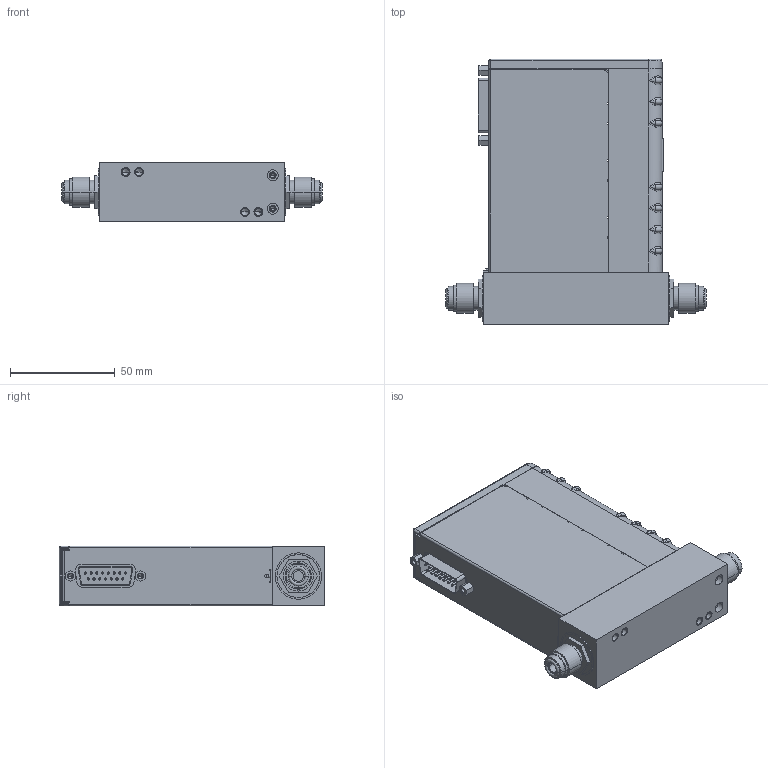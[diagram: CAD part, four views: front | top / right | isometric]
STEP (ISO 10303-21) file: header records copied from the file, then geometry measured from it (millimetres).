
FILE_DESCRIPTION((''),'2;1');
FILE_NAME('133435_4VCR_15PIN_ANALOG_ASM_ASM','2015-10-23T',('cockrofm'),(''),'PRO/ENGINEER BY PARAMETRIC TECHNOLOGY CORPORATION, 2011490','PRO/ENGINEER BY PARAMETRIC TECHNOLOGY CORPORATION, 2011490','');
FILE_SCHEMA(('CONFIG_CONTROL_DESIGN'));
Length unit declared in the file: inch
Products named in the file (31): PRT0143; PRT0144; 132101-P5_ANALOG_PFCA; PRT0145; PRT0146; 133185-G3; PRT0147; PRT0148; PRT0149; 072-8551_MJTP1236; 132373_ANALOG_PWR-SENSOR-BD_ASM_ASM; 133995-G4_ASSY-VIEW_ASM_ASM; MANIFOLD_SOLID_BREP_32653; MANIFOLD_SOLID_BREP_32741; MANIFOLD_SOLID_BREP_32829; MANIFOLD_SOLID_BREP_32917; MANIFOLD_SOLID_BREP_33005; MANIFOLD_SOLID_BREP_33093; MANIFOLD_SOLID_BREP_33181; MANIFOLD_SOLID_BREP_33269; MANIFOLD_SOLID_BREP_33357; MANIFOLD_SOLID_BREP_33445; MANIFOLD_SOLID_BREP_33533; MANIFOLD_SOLID_BREP_33621; MANIFOLD_SOLID_BREP_33709; MANIFOLD_SOLID_BREP_33797; MANIFOLD_SOLID_BREP_33885; MANIFOLD_SOLID_BREP_33973; _110-9986_MFR-PART_MD15M3S000; 110-9986_MFR-PART_MD15M3S000_ASM; 133435_4VCR_15PIN_ANALOG_ASM_ASM
Assembly tree (34 placements, depth 4):
  133435_4VCR_15PIN_ANALOG_ASM_ASM
    PRT0143
    PRT0144  x2
    132101-P5_ANALOG_PFCA
    PRT0145  x3
    PRT0146
    133185-G3
    PRT0147
    PRT0148  x2
    PRT0149
    133995-G4_ASSY-VIEW_ASM_ASM
      132373_ANALOG_PWR-SENSOR-BD_ASM_ASM
        072-8551_MJTP1236
    110-9986_MFR-PART_MD15M3S000_ASM
      MANIFOLD_SOLID_BREP_32653
      MANIFOLD_SOLID_BREP_32741
      MANIFOLD_SOLID_BREP_32829
      MANIFOLD_SOLID_BREP_32917
      MANIFOLD_SOLID_BREP_33005
      MANIFOLD_SOLID_BREP_33093
      MANIFOLD_SOLID_BREP_33181
      MANIFOLD_SOLID_BREP_33269
      MANIFOLD_SOLID_BREP_33357
      MANIFOLD_SOLID_BREP_33445
      MANIFOLD_SOLID_BREP_33533
      MANIFOLD_SOLID_BREP_33621
      MANIFOLD_SOLID_BREP_33709
      MANIFOLD_SOLID_BREP_33797
      MANIFOLD_SOLID_BREP_33885
      MANIFOLD_SOLID_BREP_33973
      _110-9986_MFR-PART_MD15M3S000
Bounding box: 123.95 x 126.75 x 28.57 mm (x, y, z)
Volume: 100454.9 mm3; surface area: 73453.1 mm2
Topology: 30 solids, 45 shells, 1134 faces, 2702 edges, 1703 vertices
Faces by surface type: cylinder 511, plane 453, bspline 90, cone 48, torus 28, sphere 4
Entity records: 32834 total; most frequent: CARTESIAN_POINT 9782, ORIENTED_EDGE 4632, DIRECTION 4600, EDGE_CURVE 2340, AXIS2_PLACEMENT_3D 1695, VERTEX_POINT 1513, VECTOR 1210, LINE 1210
